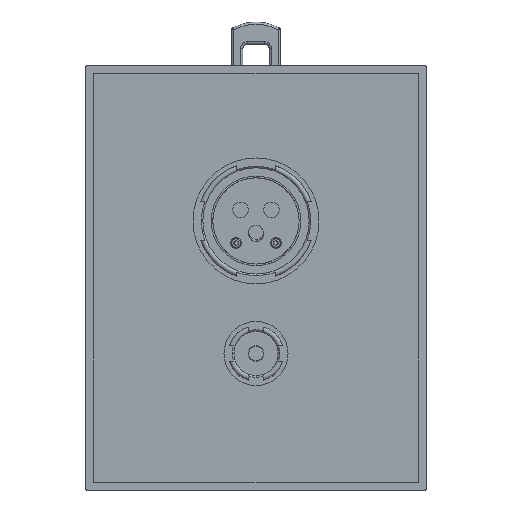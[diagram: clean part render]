
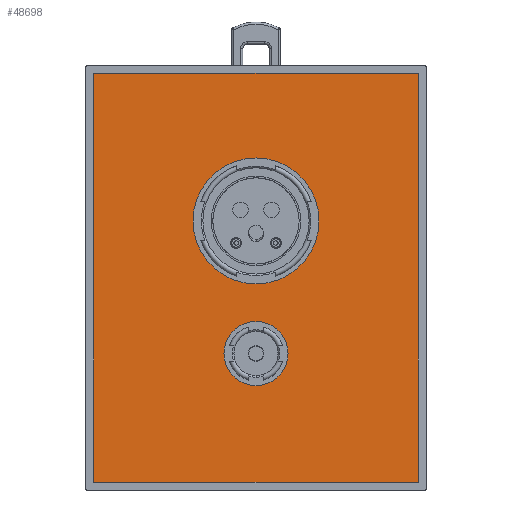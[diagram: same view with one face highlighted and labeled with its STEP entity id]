
A CAD part, front view. The second image highlights one B-rep face of the part: STEP entity #48698.
In plain terms, the highlighted planar face has unit normal (0, -1, 0).
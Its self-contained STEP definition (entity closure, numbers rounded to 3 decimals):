
#47379=DIRECTION('',(0.,0.,1.));
#47380=VECTOR('',#47379,185.);
#47381=CARTESIAN_POINT('',(-73.5,56.,-92.75));
#47382=LINE('',#47381,#47380);
#47383=DIRECTION('',(1.,0.,0.));
#47384=VECTOR('',#47383,147.);
#47385=CARTESIAN_POINT('',(-73.5,56.,92.25));
#47386=LINE('',#47385,#47384);
#47387=DIRECTION('',(0.,0.,-1.));
#47388=VECTOR('',#47387,185.);
#47389=CARTESIAN_POINT('',(73.5,56.,92.25));
#47390=LINE('',#47389,#47388);
#47391=DIRECTION('',(-1.,0.,0.));
#47392=VECTOR('',#47391,147.);
#47393=CARTESIAN_POINT('',(73.5,56.,-92.75));
#47394=LINE('',#47393,#47392);
#47395=CARTESIAN_POINT('',(0.,56.,25.5));
#47396=DIRECTION('',(0.,-1.,0.));
#47397=DIRECTION('',(-1.,0.,0.));
#47398=AXIS2_PLACEMENT_3D('',#47395,#47396,#47397);
#47400=CARTESIAN_POINT('',(0.,56.,25.5));
#47401=DIRECTION('',(0.,-1.,0.));
#47402=DIRECTION('',(1.,0.,0.));
#47403=AXIS2_PLACEMENT_3D('',#47400,#47401,#47402);
#47405=CARTESIAN_POINT('',(0.,56.,-34.5));
#47406=DIRECTION('',(0.,-1.,0.));
#47407=DIRECTION('',(-1.,0.,0.));
#47408=AXIS2_PLACEMENT_3D('',#47405,#47406,#47407);
#47410=CARTESIAN_POINT('',(0.,56.,-34.5));
#47411=DIRECTION('',(0.,-1.,0.));
#47412=DIRECTION('',(1.,0.,0.));
#47413=AXIS2_PLACEMENT_3D('',#47410,#47411,#47412);
#47975=CARTESIAN_POINT('',(-28.5,56.,25.5));
#47976=CARTESIAN_POINT('',(28.5,56.,25.5));
#47977=VERTEX_POINT('',#47975);
#47978=VERTEX_POINT('',#47976);
#47979=CARTESIAN_POINT('',(-14.5,56.,-34.5));
#47980=CARTESIAN_POINT('',(14.5,56.,-34.5));
#47981=VERTEX_POINT('',#47979);
#47982=VERTEX_POINT('',#47980);
#48135=CARTESIAN_POINT('',(-73.5,56.,-92.75));
#48136=CARTESIAN_POINT('',(-73.5,56.,92.25));
#48137=VERTEX_POINT('',#48135);
#48138=VERTEX_POINT('',#48136);
#48139=CARTESIAN_POINT('',(73.5,56.,92.25));
#48140=VERTEX_POINT('',#48139);
#48141=CARTESIAN_POINT('',(73.5,56.,-92.75));
#48142=VERTEX_POINT('',#48141);
#48675=CARTESIAN_POINT('',(0.,56.,-0.25));
#48676=DIRECTION('',(0.,1.,0.));
#48677=DIRECTION('',(1.,0.,0.));
#48678=AXIS2_PLACEMENT_3D('',#48675,#48676,#48677);
#48679=PLANE('',#48678);
#48680=ORIENTED_EDGE('',*,*,#48599,.T.);
#48681=ORIENTED_EDGE('',*,*,#48621,.T.);
#48682=ORIENTED_EDGE('',*,*,#48642,.T.);
#48683=ORIENTED_EDGE('',*,*,#48662,.T.);
#48684=EDGE_LOOP('',(#48680,#48681,#48682,#48683));
#48685=FACE_OUTER_BOUND('',#48684,.F.);
#48687=ORIENTED_EDGE('',*,*,#48686,.T.);
#48689=ORIENTED_EDGE('',*,*,#48688,.T.);
#48690=EDGE_LOOP('',(#48687,#48689));
#48691=FACE_BOUND('',#48690,.F.);
#48693=ORIENTED_EDGE('',*,*,#48692,.T.);
#48695=ORIENTED_EDGE('',*,*,#48694,.T.);
#48696=EDGE_LOOP('',(#48693,#48695));
#48697=FACE_BOUND('',#48696,.F.);
#48698=ADVANCED_FACE('',(#48685,#48691,#48697),#48679,.F.);
#47399=CIRCLE('',#47398,28.5);
#47404=CIRCLE('',#47403,28.5);
#47409=CIRCLE('',#47408,14.5);
#47414=CIRCLE('',#47413,14.5);
#48599=EDGE_CURVE('',#48137,#48138,#47382,.T.);
#48621=EDGE_CURVE('',#48138,#48140,#47386,.T.);
#48642=EDGE_CURVE('',#48140,#48142,#47390,.T.);
#48662=EDGE_CURVE('',#48142,#48137,#47394,.T.);
#48686=EDGE_CURVE('',#47977,#47978,#47399,.T.);
#48688=EDGE_CURVE('',#47978,#47977,#47404,.T.);
#48692=EDGE_CURVE('',#47981,#47982,#47409,.T.);
#48694=EDGE_CURVE('',#47982,#47981,#47414,.T.);
